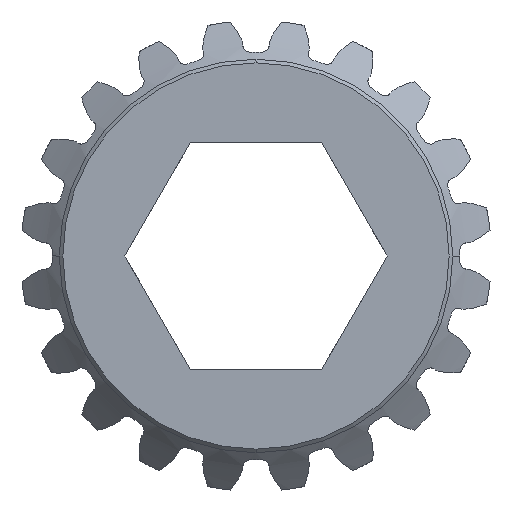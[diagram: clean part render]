
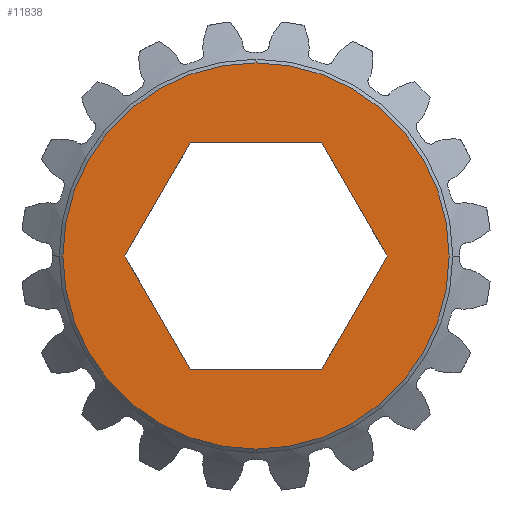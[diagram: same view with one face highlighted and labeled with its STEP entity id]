
A CAD part, front view. The second image highlights one B-rep face of the part: STEP entity #11838.
In plain terms, the highlighted planar face has unit normal (0, -1, 0).
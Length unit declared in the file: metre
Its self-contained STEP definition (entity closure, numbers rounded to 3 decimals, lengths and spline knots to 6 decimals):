
#640 = ORIENTED_EDGE ( 'NONE', *, *, #12617, .F. ) ;
#939 = DIRECTION ( 'NONE',  ( 0.5, 0., 0.866 ) ) ;
#1297 = VERTEX_POINT ( 'NONE', #7270 ) ;
#1607 = CARTESIAN_POINT ( 'NONE',  ( 0.003666, -0.0105, 0.00635 ) ) ;
#1677 = LINE ( 'NONE', #11445, #13981 ) ;
#1915 = DIRECTION ( 'NONE',  ( 0., 0., 1. ) ) ;
#2014 = FACE_OUTER_BOUND ( 'NONE', #2649, .T. ) ;
#2216 = CARTESIAN_POINT ( 'NONE',  ( 0.007332, -0.0105, 0. ) ) ;
#2219 = EDGE_CURVE ( 'NONE', #3483, #12105, #9822, .T. ) ;
#2649 = EDGE_LOOP ( 'NONE', ( #14808, #5200 ) ) ;
#2941 = CARTESIAN_POINT ( 'NONE',  ( -0.007332, -0.0105, 0. ) ) ;
#3000 = AXIS2_PLACEMENT_3D ( 'NONE', #6600, #8955, #1915 ) ;
#3259 = DIRECTION ( 'NONE',  ( -0.5, 0., -0.866 ) ) ;
#3355 = CARTESIAN_POINT ( 'NONE',  ( 0., -0.0105, 0. ) ) ;
#3483 = VERTEX_POINT ( 'NONE', #2216 ) ;
#3657 = ORIENTED_EDGE ( 'NONE', *, *, #14488, .F. ) ;
#3880 = AXIS2_PLACEMENT_3D ( 'NONE', #13233, #6371, #14399 ) ;
#4132 = DIRECTION ( 'NONE',  ( 0.5, 0., -0.866 ) ) ;
#4522 = DIRECTION ( 'NONE',  ( 0., 0., -1. ) ) ;
#4568 = LINE ( 'NONE', #2941, #10065 ) ;
#4686 = CARTESIAN_POINT ( 'NONE',  ( 0., -0.0105, 0.0108 ) ) ;
#5165 = FACE_BOUND ( 'NONE', #11941, .T. ) ;
#5200 = ORIENTED_EDGE ( 'NONE', *, *, #9882, .F. ) ;
#5432 = ORIENTED_EDGE ( 'NONE', *, *, #11918, .F. ) ;
#5688 = VECTOR ( 'NONE', #939, 1. ) ;
#5826 = CARTESIAN_POINT ( 'NONE',  ( 0.003666, -0.0105, -0.00635 ) ) ;
#6243 = VERTEX_POINT ( 'NONE', #4686 ) ;
#6371 = DIRECTION ( 'NONE',  ( 0., 1., 0. ) ) ;
#6600 = CARTESIAN_POINT ( 'NONE',  ( 0., -0.0105, 0. ) ) ;
#6700 = VECTOR ( 'NONE', #8767, 1. ) ;
#6803 = CARTESIAN_POINT ( 'NONE',  ( 0.003666, -0.0105, -0.00635 ) ) ;
#6813 = ORIENTED_EDGE ( 'NONE', *, *, #14365, .F. ) ;
#6971 = ORIENTED_EDGE ( 'NONE', *, *, #11654, .F. ) ;
#7015 = CIRCLE ( 'NONE', #3880, 0.0108 ) ;
#7270 = CARTESIAN_POINT ( 'NONE',  ( -0.007332, -0.0105, 0. ) ) ;
#7357 = LINE ( 'NONE', #1607, #7716 ) ;
#7593 = CIRCLE ( 'NONE', #9941, 0.0108 ) ;
#7716 = VECTOR ( 'NONE', #8638, 1. ) ;
#7721 = ORIENTED_EDGE ( 'NONE', *, *, #2219, .F. ) ;
#8543 = EDGE_CURVE ( 'NONE', #11653, #6243, #7593, .T. ) ;
#8638 = DIRECTION ( 'NONE',  ( -1., 0., 0. ) ) ;
#8767 = DIRECTION ( 'NONE',  ( -0.5, 0., 0.866 ) ) ;
#8847 = VERTEX_POINT ( 'NONE', #8962 ) ;
#8869 = PLANE ( 'NONE',  #3000 ) ;
#8955 = DIRECTION ( 'NONE',  ( 0., -1., 0. ) ) ;
#8962 = CARTESIAN_POINT ( 'NONE',  ( -0.003666, -0.0105, -0.00635 ) ) ;
#9822 = LINE ( 'NONE', #10773, #6700 ) ;
#9882 = EDGE_CURVE ( 'NONE', #11653, #6243, #7015, .T. ) ;
#9941 = AXIS2_PLACEMENT_3D ( 'NONE', #3355, #11491, #4522 ) ;
#9992 = DIRECTION ( 'NONE',  ( 1., 0., 0. ) ) ;
#10065 = VECTOR ( 'NONE', #4132, 1. ) ;
#10362 = CARTESIAN_POINT ( 'NONE',  ( -0.003666, -0.0105, -0.00635 ) ) ;
#10431 = VERTEX_POINT ( 'NONE', #13824 ) ;
#10465 = VERTEX_POINT ( 'NONE', #5826 ) ;
#10773 = CARTESIAN_POINT ( 'NONE',  ( 0.007332, -0.0105, 0. ) ) ;
#11445 = CARTESIAN_POINT ( 'NONE',  ( -0.003666, -0.0105, 0.00635 ) ) ;
#11491 = DIRECTION ( 'NONE',  ( 0., -1., 0. ) ) ;
#11511 = CARTESIAN_POINT ( 'NONE',  ( 0., -0.0105, -0.0108 ) ) ;
#11653 = VERTEX_POINT ( 'NONE', #11511 ) ;
#11654 = EDGE_CURVE ( 'NONE', #8847, #10465, #11697, .T. ) ;
#11697 = LINE ( 'NONE', #10362, #15050 ) ;
#11838 = ADVANCED_FACE ( 'NONE', ( #5165, #2014 ), #8869, .T. ) ;
#11918 = EDGE_CURVE ( 'NONE', #10431, #1297, #1677, .T. ) ;
#11941 = EDGE_LOOP ( 'NONE', ( #640, #6971, #3657, #5432, #6813, #7721 ) ) ;
#12105 = VERTEX_POINT ( 'NONE', #14115 ) ;
#12617 = EDGE_CURVE ( 'NONE', #10465, #3483, #14515, .T. ) ;
#13233 = CARTESIAN_POINT ( 'NONE',  ( 0., -0.0105, 0. ) ) ;
#13824 = CARTESIAN_POINT ( 'NONE',  ( -0.003666, -0.0105, 0.00635 ) ) ;
#13981 = VECTOR ( 'NONE', #3259, 1. ) ;
#14115 = CARTESIAN_POINT ( 'NONE',  ( 0.003666, -0.0105, 0.00635 ) ) ;
#14365 = EDGE_CURVE ( 'NONE', #12105, #10431, #7357, .T. ) ;
#14399 = DIRECTION ( 'NONE',  ( 0., 0., -1. ) ) ;
#14488 = EDGE_CURVE ( 'NONE', #1297, #8847, #4568, .T. ) ;
#14515 = LINE ( 'NONE', #6803, #5688 ) ;
#14808 = ORIENTED_EDGE ( 'NONE', *, *, #8543, .T. ) ;
#15050 = VECTOR ( 'NONE', #9992, 1. ) ;
